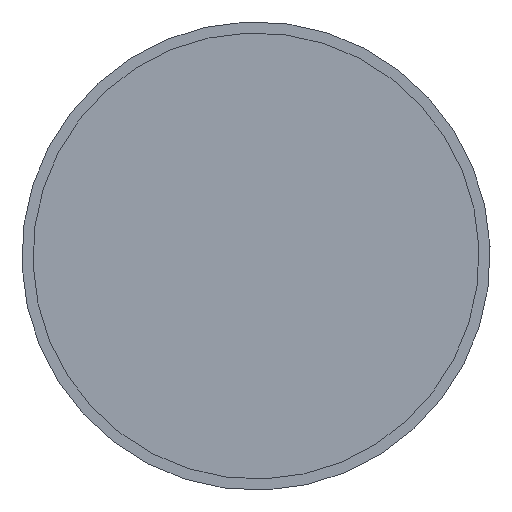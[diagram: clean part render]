
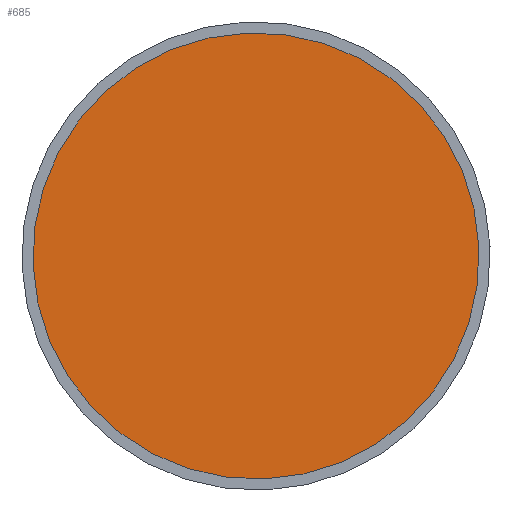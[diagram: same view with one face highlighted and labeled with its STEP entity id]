
A CAD part, front view. The second image highlights one B-rep face of the part: STEP entity #685.
In plain terms, the highlighted planar face has unit normal (0, -1, 0).
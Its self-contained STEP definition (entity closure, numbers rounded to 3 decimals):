
#73=PLANE('',#767);
#101=FACE_OUTER_BOUND('',#141,.T.);
#141=EDGE_LOOP('',(#519,#520));
#208=CIRCLE('',#768,20.005);
#209=CIRCLE('',#769,20.005);
#282=VERTEX_POINT('',#1202);
#283=VERTEX_POINT('',#1203);
#371=EDGE_CURVE('',#282,#283,#208,.T.);
#372=EDGE_CURVE('',#283,#282,#209,.T.);
#519=ORIENTED_EDGE('',*,*,#371,.T.);
#520=ORIENTED_EDGE('',*,*,#372,.T.);
#685=ADVANCED_FACE('',(#101),#73,.T.);
#767=AXIS2_PLACEMENT_3D('',#1201,#925,#926);
#768=AXIS2_PLACEMENT_3D('',#1204,#927,#928);
#769=AXIS2_PLACEMENT_3D('',#1205,#929,#930);
#925=DIRECTION('center_axis',(0.,-1.,0.));
#926=DIRECTION('ref_axis',(0.381,0.,-0.924));
#927=DIRECTION('center_axis',(0.,-1.,0.));
#928=DIRECTION('ref_axis',(0.924,0.,0.381));
#929=DIRECTION('center_axis',(0.,-1.,0.));
#930=DIRECTION('ref_axis',(0.924,0.,0.381));
#1201=CARTESIAN_POINT('Origin',(9.246,-27.612,3.816));
#1202=CARTESIAN_POINT('',(18.492,-27.612,7.631));
#1203=CARTESIAN_POINT('',(-7.631,-27.612,18.492));
#1204=CARTESIAN_POINT('Origin',(0.,-27.612,
0.));
#1205=CARTESIAN_POINT('Origin',(0.,-27.612,
0.));
